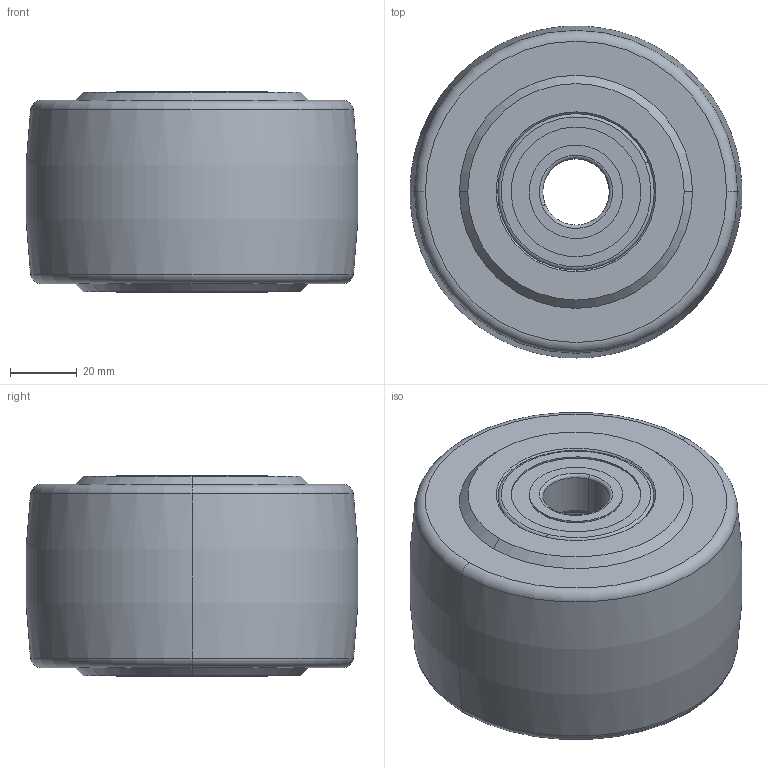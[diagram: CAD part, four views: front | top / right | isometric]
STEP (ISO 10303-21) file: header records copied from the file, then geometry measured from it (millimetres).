
FILE_DESCRIPTION (( 'STEP AP214' ), '1' );
FILE_NAME ('0036889.step', '2023-05-10T07:02:52', ( '' ), ( '' ), 'SwSTEP 2.0', 'SolidWorks 2020', '' );
FILE_SCHEMA (( 'AUTOMOTIVE_DESIGN' ));
Length unit declared in the file: millimetre
Products named in the file (1): 0036889
Bounding box: 99.66 x 99.66 x 60.1 mm (x, y, z)
Volume: 388276.8 mm3; surface area: 68348.2 mm2
Topology: 14 solids, 14 shells, 136 faces, 272 edges, 164 vertices
Faces by surface type: cylinder 54, torus 42, plane 32, cone 8
Entity records: 5273 total; most frequent: DIRECTION 744, CARTESIAN_POINT 573, ORIENTED_EDGE 544, AXIS2_PLACEMENT_3D 335, EDGE_CURVE 272, CIRCLE 198, VERTEX_POINT 164, EDGE_LOOP 160
